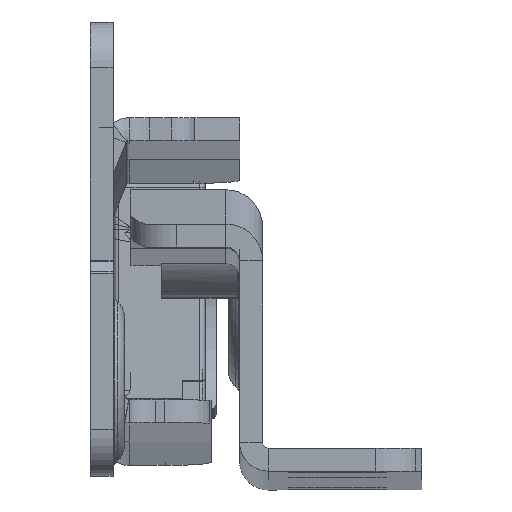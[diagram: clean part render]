
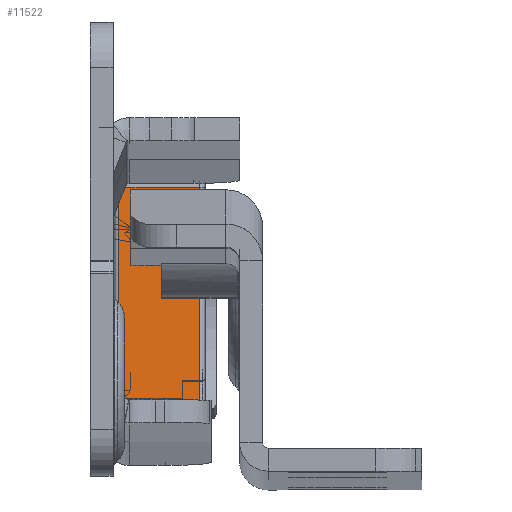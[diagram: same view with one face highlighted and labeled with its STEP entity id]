
A CAD part, top view. The second image highlights one B-rep face of the part: STEP entity #11522.
In plain terms, the highlighted face is planar.
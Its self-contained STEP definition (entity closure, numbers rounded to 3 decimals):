
#269 = AXIS2_PLACEMENT_3D ( 'NONE', #5523, #9703, #1799 ) ;
#723 = CARTESIAN_POINT ( 'NONE',  ( 0., -11., 8. ) ) ;
#735 = PLANE ( 'NONE',  #269 ) ;
#1379 = VERTEX_POINT ( 'NONE', #9904 ) ;
#1622 = VECTOR ( 'NONE', #3735, 1000. ) ;
#1799 = DIRECTION ( 'NONE',  ( 0., 0., 1. ) ) ;
#2415 = VERTEX_POINT ( 'NONE', #10691 ) ;
#2731 = CARTESIAN_POINT ( 'NONE',  ( 0., 11., 8. ) ) ;
#3437 = EDGE_CURVE ( 'NONE', #2415, #10259, #6453, .T. ) ;
#3735 = DIRECTION ( 'NONE',  ( 0., 0., -1. ) ) ;
#3924 = LINE ( 'NONE', #8953, #11511 ) ;
#5523 = CARTESIAN_POINT ( 'NONE',  ( 0., -11., 8. ) ) ;
#5543 = EDGE_CURVE ( 'NONE', #10259, #9591, #3924, .T. ) ;
#6182 = EDGE_CURVE ( 'NONE', #1379, #2415, #7401, .T. ) ;
#6453 = LINE ( 'NONE', #2731, #12810 ) ;
#6525 = DIRECTION ( 'NONE',  ( 0., 0., -1. ) ) ;
#7178 = EDGE_CURVE ( 'NONE', #1379, #9591, #9688, .T. ) ;
#7401 = LINE ( 'NONE', #10461, #7966 ) ;
#7559 = ORIENTED_EDGE ( 'NONE', *, *, #3437, .T. ) ;
#7781 = ORIENTED_EDGE ( 'NONE', *, *, #7178, .F. ) ;
#7966 = VECTOR ( 'NONE', #12584, 1000. ) ;
#8908 = ORIENTED_EDGE ( 'NONE', *, *, #5543, .T. ) ;
#8953 = CARTESIAN_POINT ( 'NONE',  ( 0., -11., 0.5 ) ) ;
#9156 = CARTESIAN_POINT ( 'NONE',  ( 0., 11., 0.5 ) ) ;
#9591 = VERTEX_POINT ( 'NONE', #12292 ) ;
#9688 = LINE ( 'NONE', #723, #1622 ) ;
#9703 = DIRECTION ( 'NONE',  ( -1., 0., 0. ) ) ;
#9904 = CARTESIAN_POINT ( 'NONE',  ( 0., -11., 7.5 ) ) ;
#10218 = EDGE_LOOP ( 'NONE', ( #7559, #8908, #7781, #12448 ) ) ;
#10259 = VERTEX_POINT ( 'NONE', #9156 ) ;
#10461 = CARTESIAN_POINT ( 'NONE',  ( 0., -11., 7.5 ) ) ;
#10615 = FACE_OUTER_BOUND ( 'NONE', #10218, .T. ) ;
#10691 = CARTESIAN_POINT ( 'NONE',  ( 0., 11., 7.5 ) ) ;
#11511 = VECTOR ( 'NONE', #12062, 1000. ) ;
#11522 = ADVANCED_FACE ( 'NONE', ( #10615 ), #735, .T. ) ;
#12062 = DIRECTION ( 'NONE',  ( 0., -1., 0. ) ) ;
#12292 = CARTESIAN_POINT ( 'NONE',  ( 0., -11., 0.5 ) ) ;
#12448 = ORIENTED_EDGE ( 'NONE', *, *, #6182, .T. ) ;
#12584 = DIRECTION ( 'NONE',  ( 0., 1., 0. ) ) ;
#12810 = VECTOR ( 'NONE', #6525, 1000. ) ;
